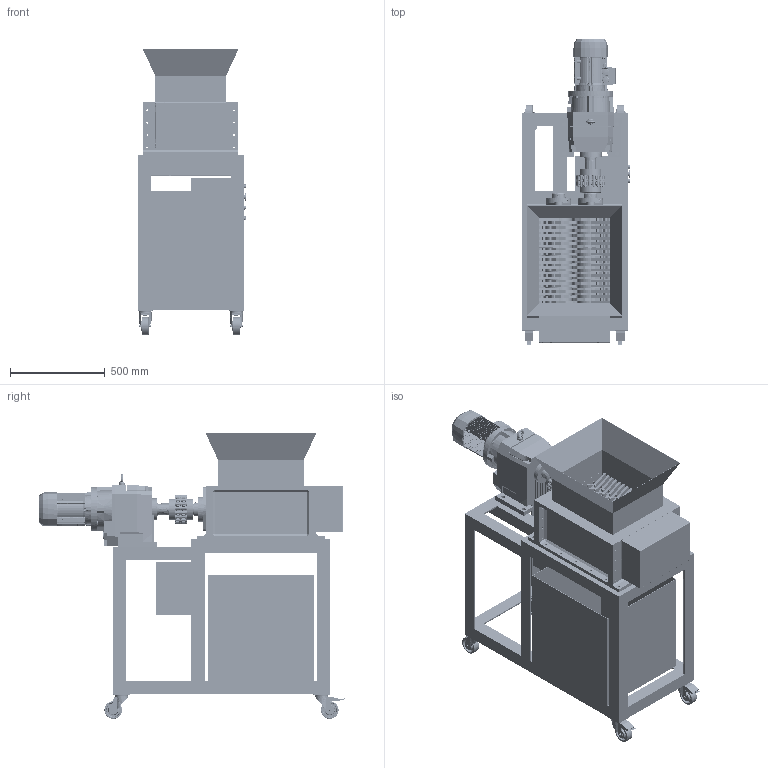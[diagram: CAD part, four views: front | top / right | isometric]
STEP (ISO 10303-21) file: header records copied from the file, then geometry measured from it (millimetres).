
FILE_DESCRIPTION(('FreeCAD Model'),'2;1');
FILE_NAME('Open CASCADE Shape Model','2025-05-09T09:07:05',('FreeCAD'),( 'FreeCAD'),'Open CASCADE STEP processor 7.6','FreeCAD','Unknown');
FILE_SCHEMA(('AUTOMOTIVE_DESIGN { 1 0 10303 214 1 1 1 1 }'));
Products named in the file (1): Open CASCADE STEP translator 7.6 1
Bounding box: 575.11 x 1612.71 x 1508.37 mm (x, y, z)
Volume: 93113024 mm3; surface area: 17532362.8 mm2
Topology: 262 solids, 295 shells, 9750 faces, 25423 edges, 16553 vertices
Faces by surface type: bspline 9750
Entity records: 348452 total; most frequent: CARTESIAN_POINT 202717, ORIENTED_EDGE 50514, EDGE_CURVE 25257, VERTEX_POINT 16513, B_SPLINE_CURVE_WITH_KNOTS 16064, FACE_BOUND 10882, EDGE_LOOP 10842, ADVANCED_FACE 9750
